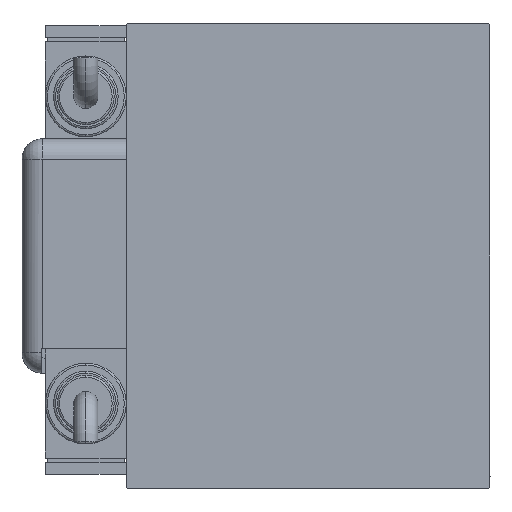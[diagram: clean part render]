
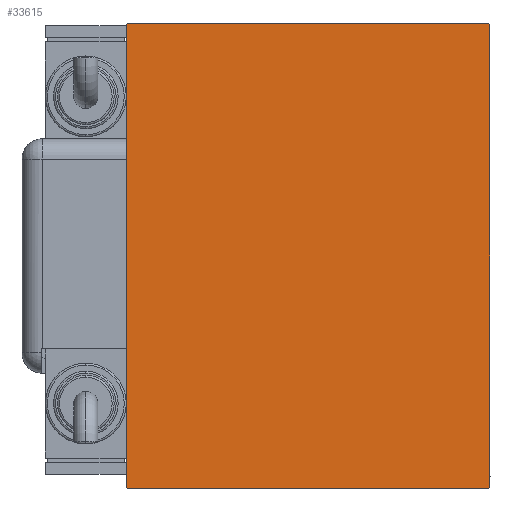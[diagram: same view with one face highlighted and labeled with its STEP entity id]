
A CAD part, left-side view. The second image highlights one B-rep face of the part: STEP entity #33615.
In plain terms, the highlighted face is planar.
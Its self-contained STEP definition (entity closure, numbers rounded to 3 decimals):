
#184 = EDGE_CURVE ( 'NONE', #12948, #49811, #32357, .T. ) ;
#677 = VERTEX_POINT ( 'NONE', #20357 ) ;
#1688 = DIRECTION ( 'NONE',  ( 0., -0.707, -0.707 ) ) ;
#2381 = VERTEX_POINT ( 'NONE', #56346 ) ;
#2668 = LINE ( 'NONE', #16055, #24661 ) ;
#2804 = CARTESIAN_POINT ( 'NONE',  ( 108., -45., -57.5 ) ) ;
#2913 = VECTOR ( 'NONE', #48323, 1000. ) ;
#4275 = CARTESIAN_POINT ( 'NONE',  ( 108., 45., 57.5 ) ) ;
#7843 = CARTESIAN_POINT ( 'NONE',  ( 108., 45., -57.5 ) ) ;
#9161 = DIRECTION ( 'NONE',  ( 0., 0.707, -0.707 ) ) ;
#10418 = EDGE_CURVE ( 'NONE', #19263, #18270, #53289, .T. ) ;
#10631 = CARTESIAN_POINT ( 'NONE',  ( 108., -45., 57.2 ) ) ;
#11730 = LINE ( 'NONE', #7843, #2913 ) ;
#12092 = ORIENTED_EDGE ( 'NONE', *, *, #18508, .T. ) ;
#12528 = DIRECTION ( 'NONE',  ( 0., 0., -1. ) ) ;
#12604 = EDGE_CURVE ( 'NONE', #45137, #12948, #11730, .T. ) ;
#12872 = CARTESIAN_POINT ( 'NONE',  ( 108., -44.7, -57.5 ) ) ;
#12948 = VERTEX_POINT ( 'NONE', #48249 ) ;
#13767 = FACE_OUTER_BOUND ( 'NONE', #31533, .T. ) ;
#13922 = LINE ( 'NONE', #18077, #21061 ) ;
#14692 = EDGE_CURVE ( 'NONE', #49811, #677, #31355, .T. ) ;
#15663 = ORIENTED_EDGE ( 'NONE', *, *, #48536, .T. ) ;
#15902 = LINE ( 'NONE', #2804, #17098 ) ;
#16055 = CARTESIAN_POINT ( 'NONE',  ( 108., 51.1, -51.1 ) ) ;
#17098 = VECTOR ( 'NONE', #48040, 1000. ) ;
#18077 = CARTESIAN_POINT ( 'NONE',  ( 108., -51.1, -51.1 ) ) ;
#18270 = VERTEX_POINT ( 'NONE', #46690 ) ;
#18508 = EDGE_CURVE ( 'NONE', #18270, #43743, #13922, .T. ) ;
#19259 = DIRECTION ( 'NONE',  ( 0., -0.707, 0.707 ) ) ;
#19263 = VERTEX_POINT ( 'NONE', #10631 ) ;
#20357 = CARTESIAN_POINT ( 'NONE',  ( 108., -44.7, 57.5 ) ) ;
#21061 = VECTOR ( 'NONE', #9161, 1000. ) ;
#23400 = ORIENTED_EDGE ( 'NONE', *, *, #10418, .T. ) ;
#24661 = VECTOR ( 'NONE', #38081, 1000. ) ;
#26187 = AXIS2_PLACEMENT_3D ( 'NONE', #54230, #49181, #31317 ) ;
#28116 = ORIENTED_EDGE ( 'NONE', *, *, #40069, .T. ) ;
#28761 = ORIENTED_EDGE ( 'NONE', *, *, #45997, .T. ) ;
#29854 = VECTOR ( 'NONE', #19259, 1000. ) ;
#31260 = CARTESIAN_POINT ( 'NONE',  ( 108., -45., 57.5 ) ) ;
#31317 = DIRECTION ( 'NONE',  ( 0., 0., -1. ) ) ;
#31355 = LINE ( 'NONE', #4275, #45642 ) ;
#31533 = EDGE_LOOP ( 'NONE', ( #28761, #15663, #39845, #46340, #40019, #28116, #23400, #12092 ) ) ;
#32357 = LINE ( 'NONE', #50803, #29854 ) ;
#32370 = LINE ( 'NONE', #41307, #53986 ) ;
#33615 = ADVANCED_FACE ( 'NONE', ( #13767 ), #36072, .T. ) ;
#36072 = PLANE ( 'NONE',  #26187 ) ;
#38081 = DIRECTION ( 'NONE',  ( 0., 0.707, 0.707 ) ) ;
#39488 = CARTESIAN_POINT ( 'NONE',  ( 108., 44.7, 57.5 ) ) ;
#39845 = ORIENTED_EDGE ( 'NONE', *, *, #12604, .T. ) ;
#40019 = ORIENTED_EDGE ( 'NONE', *, *, #14692, .T. ) ;
#40069 = EDGE_CURVE ( 'NONE', #677, #19263, #32370, .T. ) ;
#40703 = CARTESIAN_POINT ( 'NONE',  ( 108., 45., -57.2 ) ) ;
#41307 = CARTESIAN_POINT ( 'NONE',  ( 108., -51.1, 51.1 ) ) ;
#43743 = VERTEX_POINT ( 'NONE', #12872 ) ;
#44492 = VECTOR ( 'NONE', #12528, 1000. ) ;
#45137 = VERTEX_POINT ( 'NONE', #40703 ) ;
#45642 = VECTOR ( 'NONE', #56308, 1000. ) ;
#45997 = EDGE_CURVE ( 'NONE', #43743, #2381, #15902, .T. ) ;
#46340 = ORIENTED_EDGE ( 'NONE', *, *, #184, .T. ) ;
#46690 = CARTESIAN_POINT ( 'NONE',  ( 108., -45., -57.2 ) ) ;
#48040 = DIRECTION ( 'NONE',  ( 0., 1., 0. ) ) ;
#48249 = CARTESIAN_POINT ( 'NONE',  ( 108., 45., 57.2 ) ) ;
#48323 = DIRECTION ( 'NONE',  ( 0., 0., 1. ) ) ;
#48536 = EDGE_CURVE ( 'NONE', #2381, #45137, #2668, .T. ) ;
#49181 = DIRECTION ( 'NONE',  ( 1., 0., 0. ) ) ;
#49811 = VERTEX_POINT ( 'NONE', #39488 ) ;
#50803 = CARTESIAN_POINT ( 'NONE',  ( 108., 51.1, 51.1 ) ) ;
#53289 = LINE ( 'NONE', #31260, #44492 ) ;
#53986 = VECTOR ( 'NONE', #1688, 1000. ) ;
#54230 = CARTESIAN_POINT ( 'NONE',  ( 108., 0., 0. ) ) ;
#56308 = DIRECTION ( 'NONE',  ( 0., -1., 0. ) ) ;
#56346 = CARTESIAN_POINT ( 'NONE',  ( 108., 44.7, -57.5 ) ) ;
